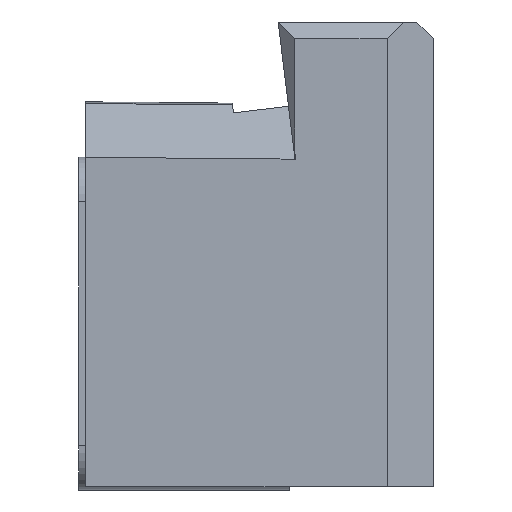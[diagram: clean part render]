
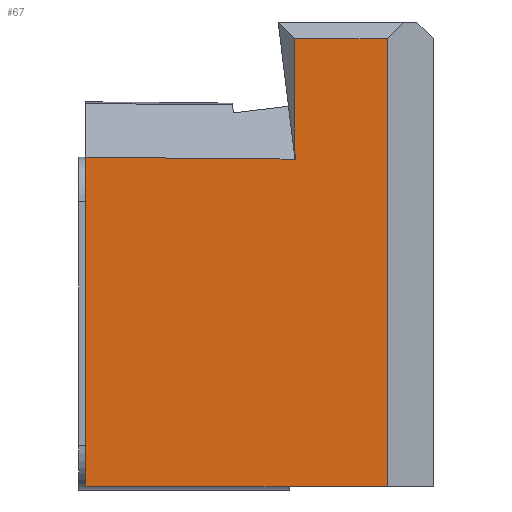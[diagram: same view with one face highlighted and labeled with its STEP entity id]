
A CAD part, left-side view. The second image highlights one B-rep face of the part: STEP entity #67.
In plain terms, the highlighted planar face has unit normal (-1, 0, 0).
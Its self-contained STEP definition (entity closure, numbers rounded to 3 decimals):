
#67=ADVANCED_FACE('',(#122),#96,.T.);
#96=PLANE('',#614);
#122=FACE_OUTER_BOUND('',#152,.T.);
#152=EDGE_LOOP('',(#210,#211,#212,#213,#214,#215));
#210=ORIENTED_EDGE('',*,*,#398,.T.);
#211=ORIENTED_EDGE('',*,*,#402,.F.);
#212=ORIENTED_EDGE('',*,*,#403,.F.);
#213=ORIENTED_EDGE('',*,*,#404,.F.);
#214=ORIENTED_EDGE('',*,*,#405,.F.);
#215=ORIENTED_EDGE('',*,*,#388,.F.);
#339=VERTEX_POINT('',#829);
#340=VERTEX_POINT('',#831);
#346=VERTEX_POINT('',#848);
#348=VERTEX_POINT('',#857);
#349=VERTEX_POINT('',#859);
#350=VERTEX_POINT('',#861);
#388=EDGE_CURVE('',#339,#340,#463,.T.);
#398=EDGE_CURVE('',#339,#346,#471,.T.);
#402=EDGE_CURVE('',#348,#346,#475,.T.);
#403=EDGE_CURVE('',#349,#348,#476,.T.);
#404=EDGE_CURVE('',#350,#349,#477,.T.);
#405=EDGE_CURVE('',#340,#350,#478,.T.);
#463=LINE('',#830,#528);
#471=LINE('',#849,#536);
#475=LINE('',#856,#540);
#476=LINE('',#858,#541);
#477=LINE('',#860,#542);
#478=LINE('',#862,#543);
#528=VECTOR('',#669,1.);
#536=VECTOR('',#685,1.);
#540=VECTOR('',#693,1.);
#541=VECTOR('',#694,1.);
#542=VECTOR('',#695,1.);
#543=VECTOR('',#696,1.);
#614=AXIS2_PLACEMENT_3D('',#863,#697,#698);
#669=DIRECTION('',(0.,0.,1.));
#685=DIRECTION('',(0.,-1.,0.));
#693=DIRECTION('',(0.,0.,-1.));
#694=DIRECTION('',(0.,-1.,0.));
#695=DIRECTION('',(0.,0.003,1.));
#696=DIRECTION('',(0.,-1.,-0.009));
#697=DIRECTION('',(-1.,0.,0.));
#698=DIRECTION('',(0.,-1.,0.));
#829=CARTESIAN_POINT('',(0.,31.35,-41.9));
#830=CARTESIAN_POINT('',(0.,31.35,-24.55));
#831=CARTESIAN_POINT('',(0.,31.35,-12.2));
#848=CARTESIAN_POINT('',(0.,4.173,-41.9));
#849=CARTESIAN_POINT('',(0.,0.,-41.9));
#856=CARTESIAN_POINT('',(0.,4.173,-24.55));
#857=CARTESIAN_POINT('',(0.,4.173,-1.5));
#858=CARTESIAN_POINT('',(0.,0.,-1.5));
#859=CARTESIAN_POINT('',(0.,12.516,-1.5));
#860=CARTESIAN_POINT('',(0.,12.443,-24.59));
#861=CARTESIAN_POINT('',(0.,12.482,-12.365));
#862=CARTESIAN_POINT('',(0.,-0.105,-12.475));
#863=CARTESIAN_POINT('',(0.,0.,-24.55));
